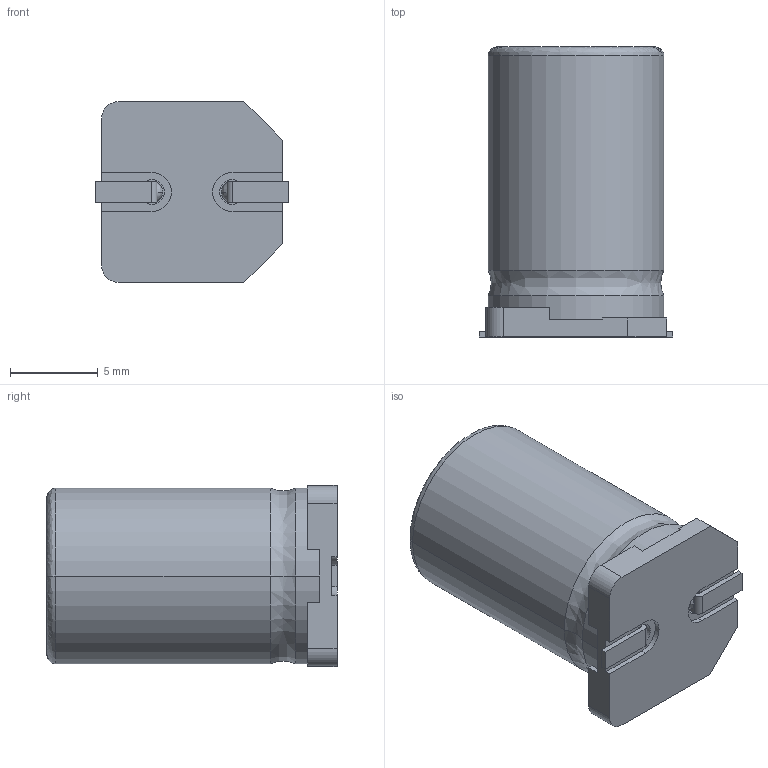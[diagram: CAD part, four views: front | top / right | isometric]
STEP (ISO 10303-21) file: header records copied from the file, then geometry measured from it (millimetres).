
FILE_DESCRIPTION (( 'STEP AP214' ), '1' );
FILE_NAME ('EEHZS1E102UP.STEP', '2021-07-07T19:59:50', ( '' ), ( '' ), 'SwSTEP 2.0', 'SolidWorks 2017', '' );
FILE_SCHEMA (( 'AUTOMOTIVE_DESIGN' ));
Length unit declared in the file: millimetre
Products named in the file (1): EEHZS1E102UP
Bounding box: 11 x 16.5 x 10.3 mm (x, y, z)
Volume: 1315.9 mm3; surface area: 930.1 mm2
Topology: 4 solids, 4 shells, 87 faces, 224 edges, 138 vertices
Faces by surface type: plane 53, cylinder 22, bspline 12
Entity records: 3736 total; most frequent: CARTESIAN_POINT 640, ORIENTED_EDGE 432, DIRECTION 430, EDGE_CURVE 216, AXIS2_PLACEMENT_3D 144, VECTOR 142, LINE 142, VERTEX_POINT 138
